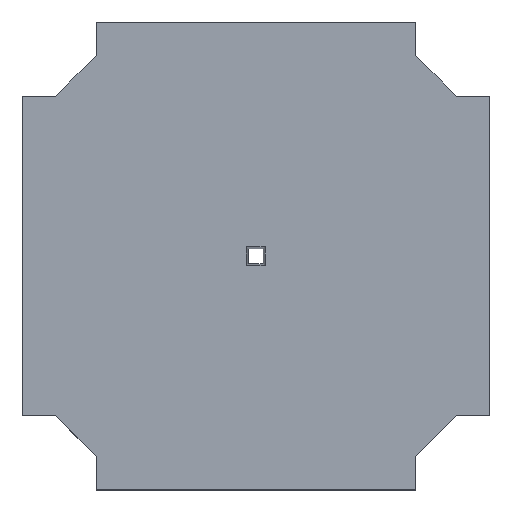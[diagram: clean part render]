
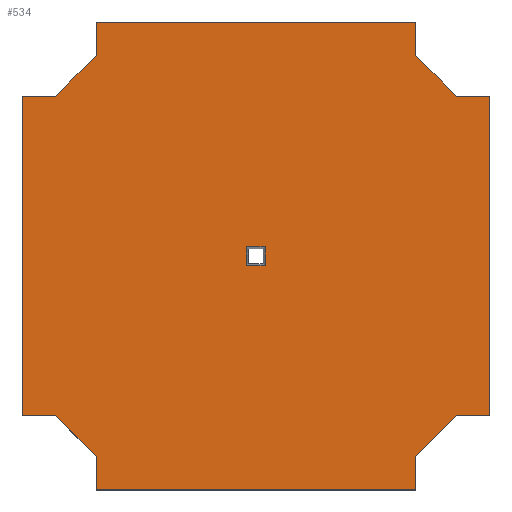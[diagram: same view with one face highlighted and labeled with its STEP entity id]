
A CAD part, top view. The second image highlights one B-rep face of the part: STEP entity #534.
In plain terms, the highlighted planar face has unit normal (0, 0, 1).
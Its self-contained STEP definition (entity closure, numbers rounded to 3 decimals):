
#17=FACE_BOUND('',#72,.T.);
#42=FACE_OUTER_BOUND('',#71,.T.);
#71=EDGE_LOOP('',(#455,#456,#457,#458,#459,#460,#461,#462,#463,#464,#465,
#466,#467,#468,#469,#470));
#72=EDGE_LOOP('',(#471,#472,#473,#474));
#108=LINE('',#783,#180);
#110=LINE('',#787,#182);
#112=LINE('',#791,#184);
#114=LINE('',#794,#186);
#116=LINE('',#799,#188);
#119=LINE('',#804,#191);
#121=LINE('',#808,#193);
#123=LINE('',#813,#195);
#125=LINE('',#817,#197);
#128=LINE('',#822,#200);
#130=LINE('',#827,#202);
#133=LINE('',#832,#205);
#135=LINE('',#836,#207);
#137=LINE('',#841,#209);
#139=LINE('',#845,#211);
#142=LINE('',#850,#214);
#143=LINE('',#852,#215);
#144=LINE('',#854,#216);
#145=LINE('',#856,#217);
#146=LINE('',#857,#218);
#180=VECTOR('',#633,10.);
#182=VECTOR('',#637,10.);
#184=VECTOR('',#641,10.);
#186=VECTOR('',#645,10.);
#188=VECTOR('',#649,10.);
#191=VECTOR('',#654,10.);
#193=VECTOR('',#658,10.);
#195=VECTOR('',#662,10.);
#197=VECTOR('',#666,10.);
#200=VECTOR('',#671,10.);
#202=VECTOR('',#675,10.);
#205=VECTOR('',#680,10.);
#207=VECTOR('',#684,10.);
#209=VECTOR('',#688,10.);
#211=VECTOR('',#692,10.);
#214=VECTOR('',#697,10.);
#215=VECTOR('',#700,10.);
#216=VECTOR('',#703,10.);
#217=VECTOR('',#706,10.);
#218=VECTOR('',#707,10.);
#247=VERTEX_POINT('',#780);
#248=VERTEX_POINT('',#782);
#249=VERTEX_POINT('',#786);
#250=VERTEX_POINT('',#790);
#251=VERTEX_POINT('',#796);
#252=VERTEX_POINT('',#798);
#253=VERTEX_POINT('',#802);
#254=VERTEX_POINT('',#806);
#255=VERTEX_POINT('',#810);
#256=VERTEX_POINT('',#812);
#257=VERTEX_POINT('',#816);
#258=VERTEX_POINT('',#820);
#259=VERTEX_POINT('',#824);
#260=VERTEX_POINT('',#826);
#261=VERTEX_POINT('',#830);
#262=VERTEX_POINT('',#834);
#263=VERTEX_POINT('',#838);
#264=VERTEX_POINT('',#840);
#265=VERTEX_POINT('',#844);
#266=VERTEX_POINT('',#848);
#300=EDGE_CURVE('',#248,#247,#108,.T.);
#302=EDGE_CURVE('',#249,#248,#110,.T.);
#304=EDGE_CURVE('',#250,#249,#112,.T.);
#306=EDGE_CURVE('',#247,#250,#114,.T.);
#308=EDGE_CURVE('',#251,#252,#116,.T.);
#311=EDGE_CURVE('',#253,#251,#119,.T.);
#313=EDGE_CURVE('',#254,#253,#121,.T.);
#315=EDGE_CURVE('',#256,#255,#123,.T.);
#317=EDGE_CURVE('',#257,#256,#125,.T.);
#320=EDGE_CURVE('',#255,#258,#128,.T.);
#322=EDGE_CURVE('',#260,#259,#130,.T.);
#325=EDGE_CURVE('',#259,#261,#133,.T.);
#327=EDGE_CURVE('',#261,#262,#135,.T.);
#329=EDGE_CURVE('',#264,#263,#137,.T.);
#331=EDGE_CURVE('',#265,#264,#139,.T.);
#334=EDGE_CURVE('',#263,#266,#142,.T.);
#335=EDGE_CURVE('',#262,#252,#143,.T.);
#336=EDGE_CURVE('',#266,#260,#144,.T.);
#337=EDGE_CURVE('',#258,#265,#145,.T.);
#338=EDGE_CURVE('',#257,#254,#146,.T.);
#455=ORIENTED_EDGE('',*,*,#337,.T.);
#456=ORIENTED_EDGE('',*,*,#331,.T.);
#457=ORIENTED_EDGE('',*,*,#329,.T.);
#458=ORIENTED_EDGE('',*,*,#334,.T.);
#459=ORIENTED_EDGE('',*,*,#336,.T.);
#460=ORIENTED_EDGE('',*,*,#322,.T.);
#461=ORIENTED_EDGE('',*,*,#325,.T.);
#462=ORIENTED_EDGE('',*,*,#327,.T.);
#463=ORIENTED_EDGE('',*,*,#335,.T.);
#464=ORIENTED_EDGE('',*,*,#308,.F.);
#465=ORIENTED_EDGE('',*,*,#311,.F.);
#466=ORIENTED_EDGE('',*,*,#313,.F.);
#467=ORIENTED_EDGE('',*,*,#338,.F.);
#468=ORIENTED_EDGE('',*,*,#317,.T.);
#469=ORIENTED_EDGE('',*,*,#315,.T.);
#470=ORIENTED_EDGE('',*,*,#320,.T.);
#471=ORIENTED_EDGE('',*,*,#300,.T.);
#472=ORIENTED_EDGE('',*,*,#306,.T.);
#473=ORIENTED_EDGE('',*,*,#304,.T.);
#474=ORIENTED_EDGE('',*,*,#302,.T.);
#507=PLANE('',#581);
#534=ADVANCED_FACE('',(#42,#17),#507,.T.);
#581=AXIS2_PLACEMENT_3D('',#855,#704,#705);
#633=DIRECTION('',(0.,-1.,0.));
#637=DIRECTION('',(1.,0.,0.));
#641=DIRECTION('',(0.,1.,0.));
#645=DIRECTION('',(-1.,0.,0.));
#649=DIRECTION('',(-1.,0.,0.));
#654=DIRECTION('',(-0.707,0.707,0.));
#658=DIRECTION('',(0.,1.,0.));
#662=DIRECTION('',(0.707,0.707,0.));
#666=DIRECTION('',(0.,1.,0.));
#671=DIRECTION('',(1.,0.,0.));
#675=DIRECTION('',(0.,-1.,0.));
#680=DIRECTION('',(-0.707,-0.707,0.));
#684=DIRECTION('',(-1.,0.,0.));
#688=DIRECTION('',(-0.707,0.707,0.));
#692=DIRECTION('',(-1.,0.,0.));
#697=DIRECTION('',(0.,1.,0.));
#700=DIRECTION('',(0.,-1.,0.));
#703=DIRECTION('',(-1.,0.,0.));
#704=DIRECTION('center_axis',(0.,0.,1.));
#705=DIRECTION('ref_axis',(1.,0.,0.));
#706=DIRECTION('',(0.,1.,0.));
#707=DIRECTION('',(-1.,0.,0.));
#780=CARTESIAN_POINT('',(-19.951,19.909,14.));
#782=CARTESIAN_POINT('',(-19.951,21.909,14.));
#783=CARTESIAN_POINT('',(-19.951,20.42,14.));
#786=CARTESIAN_POINT('',(-21.951,21.909,14.));
#787=CARTESIAN_POINT('',(-8.905,21.909,14.));
#790=CARTESIAN_POINT('',(-21.951,19.909,14.));
#791=CARTESIAN_POINT('',(-21.951,21.42,14.));
#794=CARTESIAN_POINT('',(-9.905,19.909,14.));
#796=CARTESIAN_POINT('',(-42.255,3.93,14.));
#798=CARTESIAN_POINT('',(-45.83,3.93,14.));
#799=CARTESIAN_POINT('',(-42.255,3.93,14.));
#802=CARTESIAN_POINT('',(-37.93,-0.395,14.));
#804=CARTESIAN_POINT('',(-37.93,-0.395,14.));
#806=CARTESIAN_POINT('',(-37.93,-3.97,14.));
#808=CARTESIAN_POINT('',(-37.93,-4.17,14.));
#810=CARTESIAN_POINT('',(0.395,3.93,14.));
#812=CARTESIAN_POINT('',(-3.971,-0.437,14.));
#813=CARTESIAN_POINT('',(-3.971,-0.437,14.));
#816=CARTESIAN_POINT('',(-3.971,-3.97,14.));
#817=CARTESIAN_POINT('',(-3.971,-4.17,14.));
#820=CARTESIAN_POINT('',(3.97,3.93,14.));
#822=CARTESIAN_POINT('',(0.395,3.93,14.));
#824=CARTESIAN_POINT('',(-37.93,42.255,14.));
#826=CARTESIAN_POINT('',(-37.93,45.83,14.));
#827=CARTESIAN_POINT('',(-37.93,46.03,14.));
#830=CARTESIAN_POINT('',(-42.255,37.93,14.));
#832=CARTESIAN_POINT('',(-37.93,42.255,14.));
#834=CARTESIAN_POINT('',(-45.83,37.93,14.));
#836=CARTESIAN_POINT('',(-42.255,37.93,14.));
#838=CARTESIAN_POINT('',(-3.93,42.255,14.));
#840=CARTESIAN_POINT('',(0.395,37.93,14.));
#841=CARTESIAN_POINT('',(0.395,37.93,14.));
#844=CARTESIAN_POINT('',(3.97,37.93,14.));
#845=CARTESIAN_POINT('',(4.17,37.93,14.));
#848=CARTESIAN_POINT('',(-3.93,45.83,14.));
#850=CARTESIAN_POINT('',(-3.93,42.255,14.));
#852=CARTESIAN_POINT('',(-45.83,37.93,14.));
#854=CARTESIAN_POINT('',(-3.93,45.83,14.));
#855=CARTESIAN_POINT('Origin',(2.141,20.93,14.));
#856=CARTESIAN_POINT('',(3.97,3.93,14.));
#857=CARTESIAN_POINT('',(-37.73,-3.97,14.));
